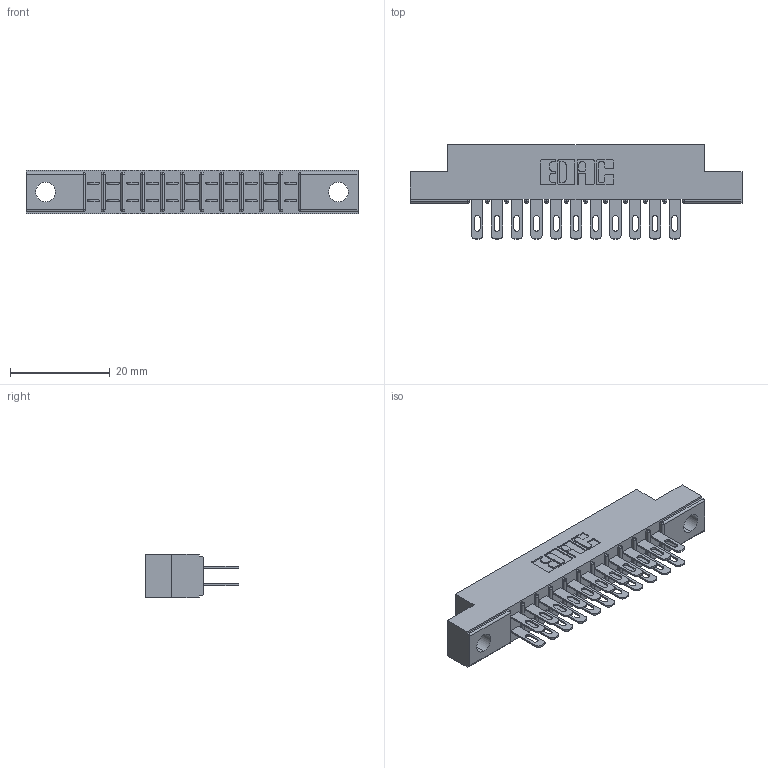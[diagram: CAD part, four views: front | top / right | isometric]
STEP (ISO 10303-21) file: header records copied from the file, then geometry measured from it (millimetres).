
FILE_DESCRIPTION (( 'STEP AP203' ), '1' );
FILE_NAME ('355-022-500-504.STEP', '2019-09-11T03:52:01', ( '' ), ( '' ), 'SwSTEP 2.0', 'SolidWorks 2016', '' );
FILE_SCHEMA (( 'CONFIG_CONTROL_DESIGN' ));
Length unit declared in the file: inch
Products named in the file (3): 305 Part_.156 Dia; 355-022-500-504; 305-290-001_500
Assembly tree (23 placements, depth 2):
  355-022-500-504
    305 Part_.156 Dia
    305-290-001_500  x22
Bounding box: 66.6 x 18.85 x 8.71 mm (x, y, z)
Volume: 3996.3 mm3; surface area: 7549.7 mm2
Topology: 23 solids, 23 shells, 1230 faces, 3509 edges, 2278 vertices
Faces by surface type: plane 698, cylinder 488, sphere 44
Entity records: 16124 total; most frequent: CARTESIAN_POINT 2673, ORIENTED_EDGE 2646, DIRECTION 2605, EDGE_CURVE 1323, LINE 1041, VECTOR 1041, VERTEX_POINT 850, AXIS2_PLACEMENT_3D 782
